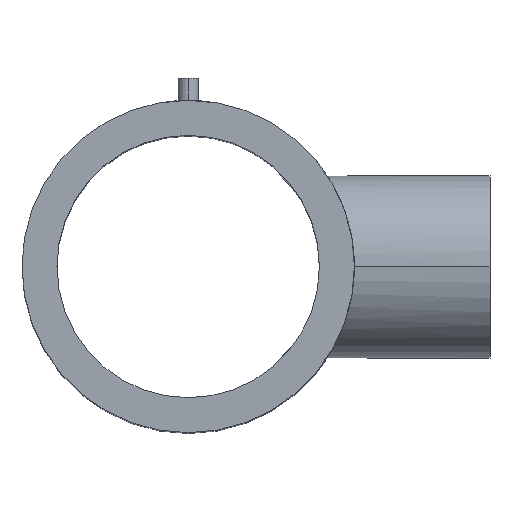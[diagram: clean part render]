
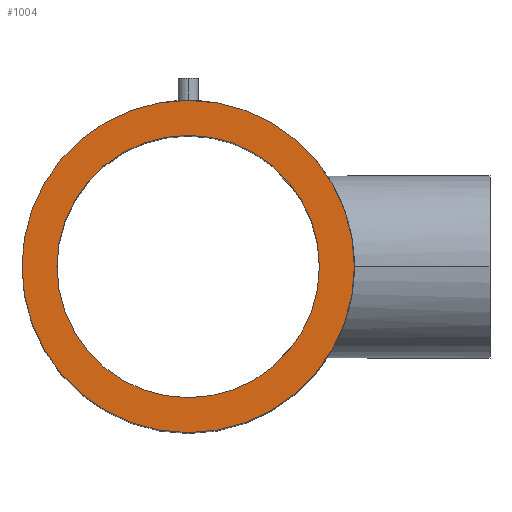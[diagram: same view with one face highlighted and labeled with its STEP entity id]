
A CAD part, top view. The second image highlights one B-rep face of the part: STEP entity #1004.
In plain terms, the highlighted planar face has unit normal (0, 0, 1).
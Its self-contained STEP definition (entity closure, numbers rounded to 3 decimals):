
#53 = CARTESIAN_POINT ( 'NONE',  ( -114., 0., 170. ) ) ;
#60 = AXIS2_PLACEMENT_3D ( 'NONE', #423, #775, #513 ) ;
#92 = EDGE_CURVE ( 'NONE', #1154, #782, #249, .T. ) ;
#94 = ORIENTED_EDGE ( 'NONE', *, *, #92, .T. ) ;
#196 = VERTEX_POINT ( 'NONE', #970 ) ;
#197 = DIRECTION ( 'NONE',  ( 1., 0., 0. ) ) ;
#208 = DIRECTION ( 'NONE',  ( 0., 0., 1. ) ) ;
#235 = DIRECTION ( 'NONE',  ( 0., 0., 1. ) ) ;
#237 = EDGE_CURVE ( 'NONE', #494, #196, #375, .T. ) ;
#249 = CIRCLE ( 'NONE', #60, 114. ) ;
#288 = AXIS2_PLACEMENT_3D ( 'NONE', #840, #235, #845 ) ;
#310 = AXIS2_PLACEMENT_3D ( 'NONE', #568, #313, #562 ) ;
#313 = DIRECTION ( 'NONE',  ( 0., 0., 1. ) ) ;
#348 = ORIENTED_EDGE ( 'NONE', *, *, #511, .T. ) ;
#375 = CIRCLE ( 'NONE', #288, 90. ) ;
#383 = EDGE_CURVE ( 'NONE', #196, #494, #891, .T. ) ;
#423 = CARTESIAN_POINT ( 'NONE',  ( 0., 0., 170. ) ) ;
#425 = EDGE_LOOP ( 'NONE', ( #542, #839 ) ) ;
#476 = FACE_OUTER_BOUND ( 'NONE', #563, .T. ) ;
#489 = DIRECTION ( 'NONE',  ( 1., 0., 0. ) ) ;
#494 = VERTEX_POINT ( 'NONE', #998 ) ;
#511 = EDGE_CURVE ( 'NONE', #782, #1154, #1021, .T. ) ;
#513 = DIRECTION ( 'NONE',  ( 1., 0., 0. ) ) ;
#542 = ORIENTED_EDGE ( 'NONE', *, *, #237, .F. ) ;
#562 = DIRECTION ( 'NONE',  ( 1., 0., 0. ) ) ;
#563 = EDGE_LOOP ( 'NONE', ( #94, #348 ) ) ;
#568 = CARTESIAN_POINT ( 'NONE',  ( 0., 0., 170. ) ) ;
#607 = CARTESIAN_POINT ( 'NONE',  ( 114., 0., 170. ) ) ;
#639 = FACE_BOUND ( 'NONE', #425, .T. ) ;
#740 = CARTESIAN_POINT ( 'NONE',  ( 0., 0., 170. ) ) ;
#764 = AXIS2_PLACEMENT_3D ( 'NONE', #740, #1018, #197 ) ;
#773 = AXIS2_PLACEMENT_3D ( 'NONE', #1023, #208, #489 ) ;
#775 = DIRECTION ( 'NONE',  ( 0., 0., 1. ) ) ;
#782 = VERTEX_POINT ( 'NONE', #607 ) ;
#839 = ORIENTED_EDGE ( 'NONE', *, *, #383, .F. ) ;
#840 = CARTESIAN_POINT ( 'NONE',  ( 0., 0., 170. ) ) ;
#845 = DIRECTION ( 'NONE',  ( 1., 0., 0. ) ) ;
#891 = CIRCLE ( 'NONE', #773, 90. ) ;
#970 = CARTESIAN_POINT ( 'NONE',  ( 90., 0., 170. ) ) ;
#998 = CARTESIAN_POINT ( 'NONE',  ( -90., 0., 170. ) ) ;
#1004 = ADVANCED_FACE ( 'NONE', ( #476, #639 ), #1007, .T. ) ;
#1007 = PLANE ( 'NONE',  #764 ) ;
#1018 = DIRECTION ( 'NONE',  ( 0., 0., 1. ) ) ;
#1021 = CIRCLE ( 'NONE', #310, 114. ) ;
#1023 = CARTESIAN_POINT ( 'NONE',  ( 0., 0., 170. ) ) ;
#1154 = VERTEX_POINT ( 'NONE', #53 ) ;
